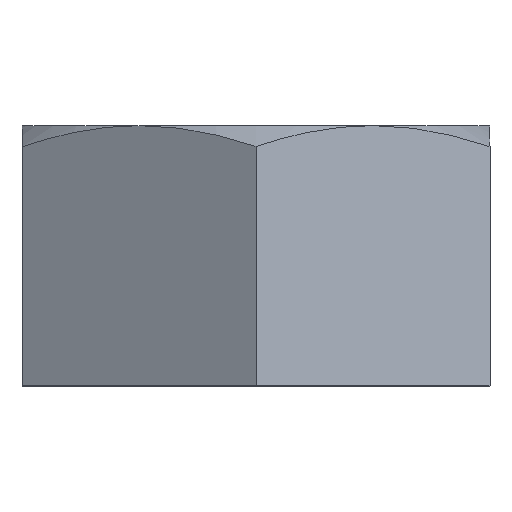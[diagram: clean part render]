
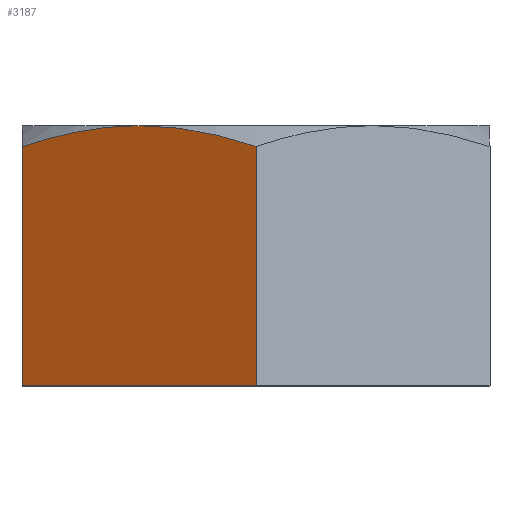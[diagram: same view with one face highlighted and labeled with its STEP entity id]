
A CAD part, top view. The second image highlights one B-rep face of the part: STEP entity #3187.
In plain terms, the highlighted planar face has unit normal (-0.5, 0, 0.866).
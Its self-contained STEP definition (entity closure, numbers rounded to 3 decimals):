
#57 = EDGE_CURVE ( 'NONE', #1068, #5357, #4982, .T. ) ;
#74 = LINE ( 'NONE', #3865, #5480 ) ;
#86 = ORIENTED_EDGE ( 'NONE', *, *, #1697, .F. ) ;
#131 = DIRECTION ( 'NONE',  ( 0., -1., 0. ) ) ;
#234 = EDGE_CURVE ( 'NONE', #1666, #5044, #1228, .T. ) ;
#253 = DIRECTION ( 'NONE',  ( 0.5, 0., -0.866 ) ) ;
#390 = CARTESIAN_POINT ( 'NONE',  ( 0., 4.196, 10.392 ) ) ;
#583 = EDGE_CURVE ( 'NONE', #5357, #5044, #74, .T. ) ;
#773 = CARTESIAN_POINT ( 'NONE',  ( -3.734, 4.981, 8.236 ) ) ;
#800 = CARTESIAN_POINT ( 'NONE',  ( -9., 4.196, 5.196 ) ) ;
#871 = CARTESIAN_POINT ( 'NONE',  ( -2.599, 4.853, 8.892 ) ) ;
#990 = CARTESIAN_POINT ( 'NONE',  ( 0., -5., 10.392 ) ) ;
#1068 = VERTEX_POINT ( 'NONE', #2441 ) ;
#1228 = LINE ( 'NONE', #2450, #3087 ) ;
#1252 = CARTESIAN_POINT ( 'NONE',  ( -4.118, 5., 8.015 ) ) ;
#1445 = ORIENTED_EDGE ( 'NONE', *, *, #583, .F. ) ;
#1546 = CARTESIAN_POINT ( 'NONE',  ( -5.267, 5., 7.352 ) ) ;
#1613 = CARTESIAN_POINT ( 'NONE',  ( -2.976, 4.907, 8.674 ) ) ;
#1666 = VERTEX_POINT ( 'NONE', #4119 ) ;
#1697 = EDGE_CURVE ( 'NONE', #4274, #1068, #3915, .T. ) ;
#2441 = CARTESIAN_POINT ( 'NONE',  ( -4.5, 5., 7.794 ) ) ;
#2450 = CARTESIAN_POINT ( 'NONE',  ( -9., -5., 5.196 ) ) ;
#2756 = LINE ( 'NONE', #3656, #4424 ) ;
#2860 = CARTESIAN_POINT ( 'NONE',  ( -6.024, 4.923, 6.914 ) ) ;
#2873 = CARTESIAN_POINT ( 'NONE',  ( -1.475, 4.643, 9.541 ) ) ;
#2897 = DIRECTION ( 'NONE',  ( 0.866, 0., 0.5 ) ) ;
#2950 = ORIENTED_EDGE ( 'NONE', *, *, #5491, .T. ) ;
#3087 = VECTOR ( 'NONE', #2897, 1000. ) ;
#3187 = ADVANCED_FACE ( 'NONE', ( #4052 ), #3255, .F. ) ;
#3196 = CARTESIAN_POINT ( 'NONE',  ( -9., 5., 5.196 ) ) ;
#3255 = PLANE ( 'NONE',  #3272 ) ;
#3272 = AXIS2_PLACEMENT_3D ( 'NONE', #3196, #253, #5362 ) ;
#3288 = CARTESIAN_POINT ( 'NONE',  ( -9., 4.196, 5.196 ) ) ;
#3656 = CARTESIAN_POINT ( 'NONE',  ( -9., 5., 5.196 ) ) ;
#3731 = ORIENTED_EDGE ( 'NONE', *, *, #57, .F. ) ;
#3865 = CARTESIAN_POINT ( 'NONE',  ( 0., 5., 10.392 ) ) ;
#3915 = B_SPLINE_CURVE_WITH_KNOTS ( 'NONE', 3,
 ( #3288, #4981, #5342, #2860, #1546, #4563 ),
 .UNSPECIFIED., .F., .F.,
 ( 4, 2, 4 ),
 ( 0., 0.003, 0.005 ),
 .UNSPECIFIED. ) ;
#4045 = DIRECTION ( 'NONE',  ( 0., -1., 0. ) ) ;
#4052 = FACE_OUTER_BOUND ( 'NONE', #5171, .T. ) ;
#4119 = CARTESIAN_POINT ( 'NONE',  ( -9., -5., 5.196 ) ) ;
#4274 = VERTEX_POINT ( 'NONE', #800 ) ;
#4410 = CARTESIAN_POINT ( 'NONE',  ( 0., 4.196, 10.392 ) ) ;
#4424 = VECTOR ( 'NONE', #4045, 1000. ) ;
#4438 = ORIENTED_EDGE ( 'NONE', *, *, #234, .T. ) ;
#4563 = CARTESIAN_POINT ( 'NONE',  ( -4.5, 5., 7.794 ) ) ;
#4981 = CARTESIAN_POINT ( 'NONE',  ( -8.264, 4.442, 5.621 ) ) ;
#4982 = B_SPLINE_CURVE_WITH_KNOTS ( 'NONE', 3,
 ( #5409, #1252, #773, #1613, #871, #2873, #5016, #390 ),
 .UNSPECIFIED., .F., .F.,
 ( 4, 2, 2, 4 ),
 ( 0.005, 0.007, 0.008, 0.01 ),
 .UNSPECIFIED. ) ;
#5016 = CARTESIAN_POINT ( 'NONE',  ( -0.734, 4.441, 9.968 ) ) ;
#5044 = VERTEX_POINT ( 'NONE', #990 ) ;
#5171 = EDGE_LOOP ( 'NONE', ( #86, #2950, #4438, #1445, #3731 ) ) ;
#5342 = CARTESIAN_POINT ( 'NONE',  ( -7.522, 4.644, 6.049 ) ) ;
#5357 = VERTEX_POINT ( 'NONE', #4410 ) ;
#5362 = DIRECTION ( 'NONE',  ( -0.866, 0., -0.5 ) ) ;
#5409 = CARTESIAN_POINT ( 'NONE',  ( -4.5, 5., 7.794 ) ) ;
#5480 = VECTOR ( 'NONE', #131, 1000. ) ;
#5491 = EDGE_CURVE ( 'NONE', #4274, #1666, #2756, .T. ) ;
